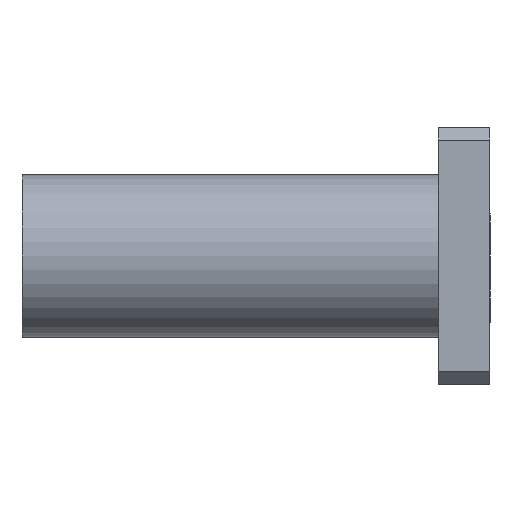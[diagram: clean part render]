
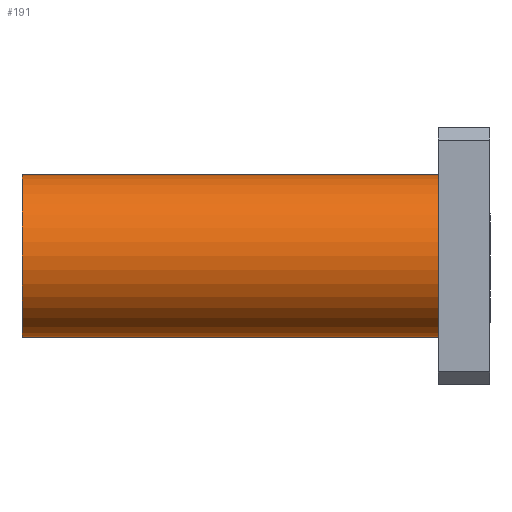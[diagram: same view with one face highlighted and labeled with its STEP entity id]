
A CAD part, left-side view. The second image highlights one B-rep face of the part: STEP entity #191.
In plain terms, the highlighted cylindrical face has radius 9.5 mm (diameter 19 mm), a partial arc.
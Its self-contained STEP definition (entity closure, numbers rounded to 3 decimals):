
#2 = DIRECTION ( 'NONE',  ( 0., 0., -1. ) ) ;
#10 = CARTESIAN_POINT ( 'NONE',  ( 0., 51.5, 9.5 ) ) ;
#35 = CARTESIAN_POINT ( 'NONE',  ( 0., 3., -9.5 ) ) ;
#76 = CARTESIAN_POINT ( 'NONE',  ( 0., 3., 9.5 ) ) ;
#86 = DIRECTION ( 'NONE',  ( 0., 0., 1. ) ) ;
#95 = CYLINDRICAL_SURFACE ( 'NONE', #457, 9.5 ) ;
#96 = EDGE_LOOP ( 'NONE', ( #485, #894, #559, #664 ) ) ;
#171 = EDGE_CURVE ( 'NONE', #269, #1030, #763, .T. ) ;
#191 = ADVANCED_FACE ( 'NONE', ( #596 ), #95, .T. ) ;
#255 = LINE ( 'NONE', #10, #446 ) ;
#257 = DIRECTION ( 'NONE',  ( 0., -1., 0. ) ) ;
#269 = VERTEX_POINT ( 'NONE', #543 ) ;
#307 = VERTEX_POINT ( 'NONE', #866 ) ;
#381 = EDGE_CURVE ( 'NONE', #269, #307, #825, .T. ) ;
#429 = DIRECTION ( 'NONE',  ( 0., 1., 0. ) ) ;
#432 = CARTESIAN_POINT ( 'NONE',  ( 0., 3., 0. ) ) ;
#443 = EDGE_CURVE ( 'NONE', #1030, #691, #492, .T. ) ;
#446 = VECTOR ( 'NONE', #656, 1000. ) ;
#457 = AXIS2_PLACEMENT_3D ( 'NONE', #857, #830, #2 ) ;
#485 = ORIENTED_EDGE ( 'NONE', *, *, #869, .F. ) ;
#492 = CIRCLE ( 'NONE', #778, 9.5 ) ;
#527 = DIRECTION ( 'NONE',  ( 0., 1., 0. ) ) ;
#543 = CARTESIAN_POINT ( 'NONE',  ( 0., 51.5, -9.5 ) ) ;
#559 = ORIENTED_EDGE ( 'NONE', *, *, #171, .T. ) ;
#596 = FACE_OUTER_BOUND ( 'NONE', #96, .T. ) ;
#609 = DIRECTION ( 'NONE',  ( 0., 0., 1. ) ) ;
#640 = VECTOR ( 'NONE', #257, 1000. ) ;
#656 = DIRECTION ( 'NONE',  ( 0., -1., 0. ) ) ;
#664 = ORIENTED_EDGE ( 'NONE', *, *, #443, .T. ) ;
#683 = CARTESIAN_POINT ( 'NONE',  ( 0., 51.5, 0. ) ) ;
#691 = VERTEX_POINT ( 'NONE', #76 ) ;
#763 = LINE ( 'NONE', #939, #640 ) ;
#778 = AXIS2_PLACEMENT_3D ( 'NONE', #432, #527, #86 ) ;
#810 = AXIS2_PLACEMENT_3D ( 'NONE', #683, #429, #609 ) ;
#825 = CIRCLE ( 'NONE', #810, 9.5 ) ;
#830 = DIRECTION ( 'NONE',  ( 0., -1., 0. ) ) ;
#857 = CARTESIAN_POINT ( 'NONE',  ( 0., 51.5, 0. ) ) ;
#866 = CARTESIAN_POINT ( 'NONE',  ( 0., 51.5, 9.5 ) ) ;
#869 = EDGE_CURVE ( 'NONE', #307, #691, #255, .T. ) ;
#894 = ORIENTED_EDGE ( 'NONE', *, *, #381, .F. ) ;
#939 = CARTESIAN_POINT ( 'NONE',  ( 0., 51.5, -9.5 ) ) ;
#1030 = VERTEX_POINT ( 'NONE', #35 ) ;
